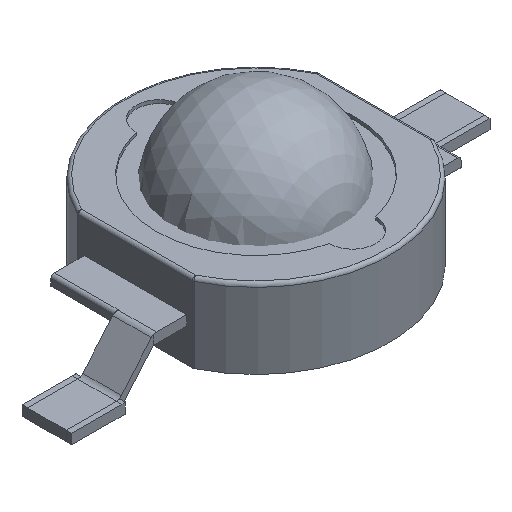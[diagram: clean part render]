
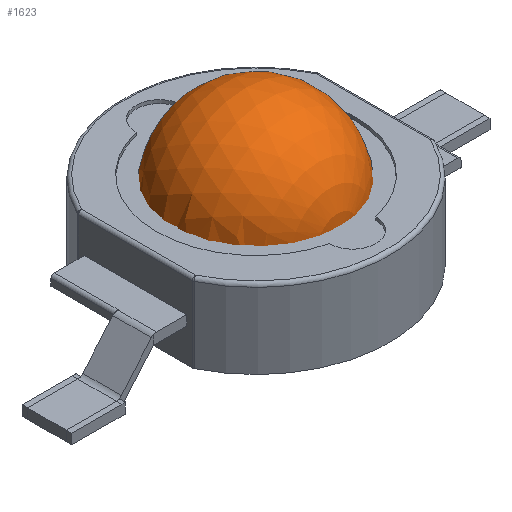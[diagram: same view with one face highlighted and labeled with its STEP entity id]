
A CAD part, isometric view. The second image highlights one B-rep face of the part: STEP entity #1623.
In plain terms, the highlighted spherical face has radius 2.53 mm.
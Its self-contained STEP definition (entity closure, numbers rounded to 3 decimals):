
#1623 = ADVANCED_FACE('',(#1624),#1644,.T.);
#1624 = FACE_BOUND('',#1625,.F.);
#1625 = EDGE_LOOP('',(#1626,#1637));
#1626 = ORIENTED_EDGE('',*,*,#1627,.T.);
#1627 = EDGE_CURVE('',#1628,#1630,#1632,.T.);
#1628 = VERTEX_POINT('',#1629);
#1629 = CARTESIAN_POINT('',(0.,-2.53,2.17));
#1630 = VERTEX_POINT('',#1631);
#1631 = CARTESIAN_POINT('',(0.,2.53,2.17));
#1632 = CIRCLE('',#1633,2.53);
#1633 = AXIS2_PLACEMENT_3D('',#1634,#1635,#1636);
#1634 = CARTESIAN_POINT('',(0.,0.,2.17));
#1635 = DIRECTION('',(0.,0.,-1.));
#1636 = DIRECTION('',(-1.,0.,0.));
#1637 = ORIENTED_EDGE('',*,*,#1638,.F.);
#1638 = EDGE_CURVE('',#1628,#1630,#1639,.T.);
#1639 = CIRCLE('',#1640,2.53);
#1640 = AXIS2_PLACEMENT_3D('',#1641,#1642,#1643);
#1641 = CARTESIAN_POINT('',(0.,0.,2.17));
#1642 = DIRECTION('',(0.,0.,1.));
#1643 = DIRECTION('',(1.,0.,0.));
#1644 = SPHERICAL_SURFACE('',#1645,2.53);
#1645 = AXIS2_PLACEMENT_3D('',#1646,#1647,#1648);
#1646 = CARTESIAN_POINT('',(0.,0.,2.17));
#1647 = DIRECTION('',(0.,1.,0.));
#1648 = DIRECTION('',(1.,0.,0.));
